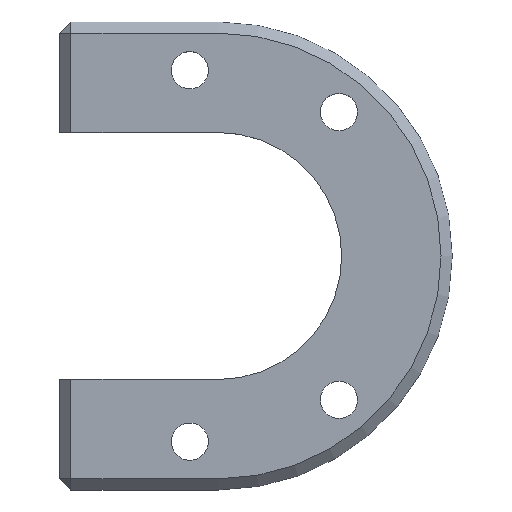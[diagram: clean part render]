
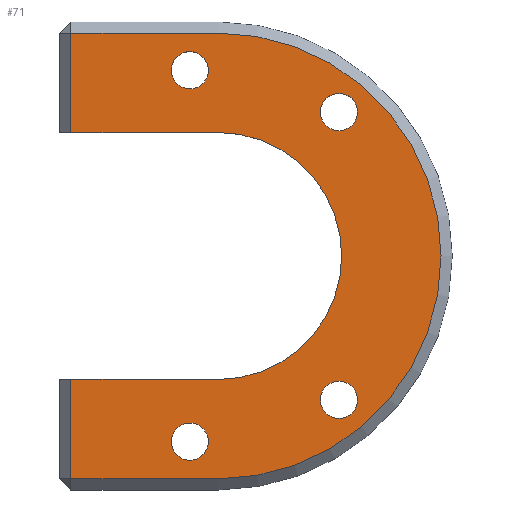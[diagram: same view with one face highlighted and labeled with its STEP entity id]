
A CAD part, top view. The second image highlights one B-rep face of the part: STEP entity #71.
In plain terms, the highlighted planar face has unit normal (0, 0, 1).
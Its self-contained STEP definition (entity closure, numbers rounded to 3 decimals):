
#71 = ADVANCED_FACE( '', ( #153, #154, #155, #156, #157 ), #158, .T. );
#153 = FACE_OUTER_BOUND( '', #241, .T. );
#154 = FACE_BOUND( '', #242, .T. );
#155 = FACE_BOUND( '', #243, .T. );
#156 = FACE_BOUND( '', #244, .T. );
#157 = FACE_BOUND( '', #245, .T. );
#158 = PLANE( '', #246 );
#241 = EDGE_LOOP( '', ( #381, #382, #383, #384, #385, #386, #387, #388 ) );
#242 = EDGE_LOOP( '', ( #389 ) );
#243 = EDGE_LOOP( '', ( #390 ) );
#244 = EDGE_LOOP( '', ( #391 ) );
#245 = EDGE_LOOP( '', ( #392 ) );
#246 = AXIS2_PLACEMENT_3D( '', #393, #394, #395 );
#381 = ORIENTED_EDGE( '', *, *, #483, .F. );
#382 = ORIENTED_EDGE( '', *, *, #517, .F. );
#383 = ORIENTED_EDGE( '', *, *, #520, .F. );
#384 = ORIENTED_EDGE( '', *, *, #490, .T. );
#385 = ORIENTED_EDGE( '', *, *, #525, .T. );
#386 = ORIENTED_EDGE( '', *, *, #493, .T. );
#387 = ORIENTED_EDGE( '', *, *, #526, .T. );
#388 = ORIENTED_EDGE( '', *, *, #527, .T. );
#389 = ORIENTED_EDGE( '', *, *, #528, .F. );
#390 = ORIENTED_EDGE( '', *, *, #475, .F. );
#391 = ORIENTED_EDGE( '', *, *, #511, .F. );
#392 = ORIENTED_EDGE( '', *, *, #498, .F. );
#393 = CARTESIAN_POINT( '', ( 0., 0., 6. ) );
#394 = DIRECTION( '', ( 0., 0., 1. ) );
#395 = DIRECTION( '', ( 1., 0., 0. ) );
#475 = EDGE_CURVE( '', #550, #550, #551, .T. );
#483 = EDGE_CURVE( '', #563, #565, #566, .T. );
#490 = EDGE_CURVE( '', #571, #575, #577, .T. );
#493 = EDGE_CURVE( '', #582, #580, #583, .T. );
#498 = EDGE_CURVE( '', #590, #590, #591, .T. );
#511 = EDGE_CURVE( '', #613, #613, #614, .T. );
#517 = EDGE_CURVE( '', #620, #563, #622, .T. );
#520 = EDGE_CURVE( '', #571, #620, #625, .T. );
#525 = EDGE_CURVE( '', #575, #582, #631, .T. );
#526 = EDGE_CURVE( '', #580, #632, #633, .T. );
#527 = EDGE_CURVE( '', #632, #565, #634, .T. );
#528 = EDGE_CURVE( '', #635, #635, #636, .T. );
#550 = VERTEX_POINT( '', #658 );
#551 = CIRCLE( '', #659, 5. );
#563 = VERTEX_POINT( '', #675 );
#565 = VERTEX_POINT( '', #678 );
#566 = LINE( '', #679, #680 );
#571 = VERTEX_POINT( '', #687 );
#575 = VERTEX_POINT( '', #693 );
#577 = LINE( '', #696, #697 );
#580 = VERTEX_POINT( '', #700 );
#582 = VERTEX_POINT( '', #703 );
#583 = CIRCLE( '', #704, 60. );
#590 = VERTEX_POINT( '', #712 );
#591 = CIRCLE( '', #713, 5. );
#613 = VERTEX_POINT( '', #741 );
#614 = CIRCLE( '', #742, 5. );
#620 = VERTEX_POINT( '', #750 );
#622 = CIRCLE( '', #753, 33.25 );
#625 = LINE( '', #757, #758 );
#631 = LINE( '', #766, #767 );
#632 = VERTEX_POINT( '', #768 );
#633 = LINE( '', #769, #770 );
#634 = LINE( '', #771, #772 );
#635 = VERTEX_POINT( '', #773 );
#636 = CIRCLE( '', #774, 5. );
#658 = CARTESIAN_POINT( '', ( 27.513, 38.748, 6. ) );
#659 = AXIS2_PLACEMENT_3D( '', #804, #805, #806 );
#675 = CARTESIAN_POINT( '', ( 0., 33.25, 6. ) );
#678 = CARTESIAN_POINT( '', ( -39.65, 33.25, 6. ) );
#679 = CARTESIAN_POINT( '', ( 0., 33.25, 6. ) );
#680 = VECTOR( '', #812, 1000. );
#687 = CARTESIAN_POINT( '', ( -39.65, -33.25, 6. ) );
#693 = CARTESIAN_POINT( '', ( -39.65, -60., 6. ) );
#696 = CARTESIAN_POINT( '', ( -39.65, -63., 6. ) );
#697 = VECTOR( '', #818, 1000. );
#700 = CARTESIAN_POINT( '', ( 0., 60., 6. ) );
#703 = CARTESIAN_POINT( '', ( 0., -60., 6. ) );
#704 = AXIS2_PLACEMENT_3D( '', #820, #821, #822 );
#712 = CARTESIAN_POINT( '', ( -12.65, -50., 6. ) );
#713 = AXIS2_PLACEMENT_3D( '', #830, #831, #832 );
#741 = CARTESIAN_POINT( '', ( 27.513, -38.748, 6. ) );
#742 = AXIS2_PLACEMENT_3D( '', #851, #852, #853 );
#750 = CARTESIAN_POINT( '', ( 0., -33.25, 6. ) );
#753 = AXIS2_PLACEMENT_3D( '', #857, #858, #859 );
#757 = CARTESIAN_POINT( '', ( 0., -33.25, 6. ) );
#758 = VECTOR( '', #861, 1000. );
#766 = CARTESIAN_POINT( '', ( 0., -60., 6. ) );
#767 = VECTOR( '', #864, 1000. );
#768 = CARTESIAN_POINT( '', ( -39.65, 60., 6. ) );
#769 = CARTESIAN_POINT( '', ( 0., 60., 6. ) );
#770 = VECTOR( '', #865, 1000. );
#771 = CARTESIAN_POINT( '', ( -39.65, 33., 6. ) );
#772 = VECTOR( '', #866, 1000. );
#773 = CARTESIAN_POINT( '', ( -12.65, 50., 6. ) );
#774 = AXIS2_PLACEMENT_3D( '', #867, #868, #869 );
#804 = CARTESIAN_POINT( '', ( 32.513, 38.748, 6. ) );
#805 = DIRECTION( '', ( 0., 0., 1. ) );
#806 = DIRECTION( '', ( -1., 0., 0. ) );
#812 = DIRECTION( '', ( -1., 0., 0. ) );
#818 = DIRECTION( '', ( 0., -1., 0. ) );
#820 = CARTESIAN_POINT( '', ( 0., 0., 6. ) );
#821 = DIRECTION( '', ( 0., 0., 1. ) );
#822 = DIRECTION( '', ( 1., 0., 0. ) );
#830 = CARTESIAN_POINT( '', ( -7.65, -50., 6. ) );
#831 = DIRECTION( '', ( 0., 0., 1. ) );
#832 = DIRECTION( '', ( -1., 0., 0. ) );
#851 = CARTESIAN_POINT( '', ( 32.513, -38.748, 6. ) );
#852 = DIRECTION( '', ( 0., 0., 1. ) );
#853 = DIRECTION( '', ( -1., 0., 0. ) );
#857 = CARTESIAN_POINT( '', ( 0., 0., 6. ) );
#858 = DIRECTION( '', ( 0., 0., 1. ) );
#859 = DIRECTION( '', ( -1., 0., 0. ) );
#861 = DIRECTION( '', ( 1., 0., 0. ) );
#864 = DIRECTION( '', ( 1., 0., 0. ) );
#865 = DIRECTION( '', ( -1., 0., 0. ) );
#866 = DIRECTION( '', ( 0., -1., 0. ) );
#867 = CARTESIAN_POINT( '', ( -7.65, 50., 6. ) );
#868 = DIRECTION( '', ( 0., 0., 1. ) );
#869 = DIRECTION( '', ( -1., 0., 0. ) );
